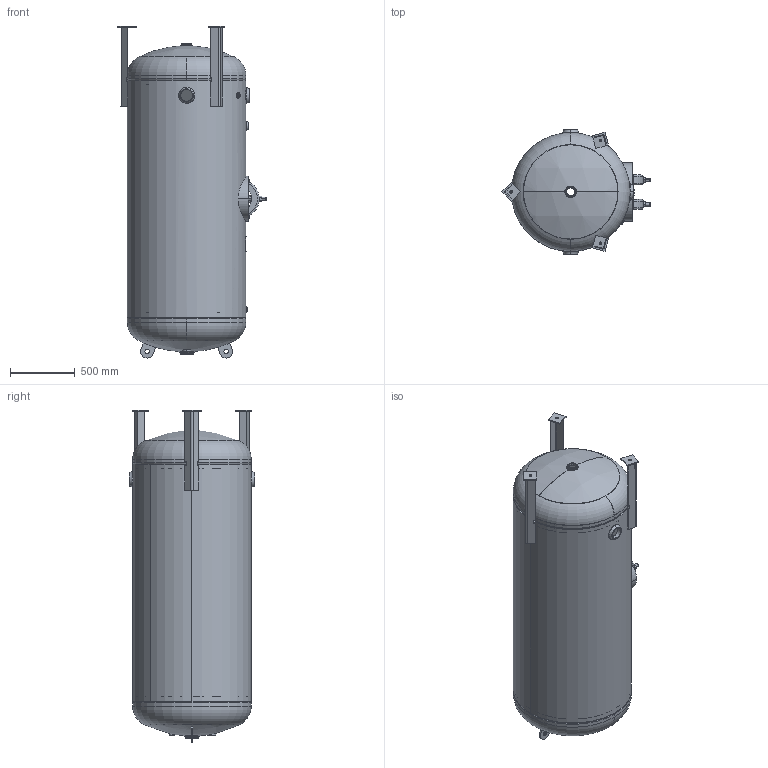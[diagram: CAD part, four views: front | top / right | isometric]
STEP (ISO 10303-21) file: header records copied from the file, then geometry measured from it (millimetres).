
FILE_DESCRIPTION (( 'STEP AP203' ), '1' );
FILE_NAME ('302517.STEP', '2012-03-05T16:25:45', ( '' ), ( '' ), 'SwSTEP 2.0', 'SolidWorks 2011', '' );
FILE_SCHEMA (( 'CONFIG_CONTROL_DESIGN' ));
Length unit declared in the file: inch
Products named in the file (1): 302517
Bounding box: 1143.02 x 965.45 x 2561.34 mm (x, y, z)
Surface area: 14912158.1 mm2 (no closed solid volume)
Topology: 0 solids, 39 shells, 342 faces, 1033 edges, 708 vertices
Faces by surface type: plane 132, cylinder 116, torus 68, bspline 20, sphere 6
Entity records: 18041 total; most frequent: CARTESIAN_POINT 8877, DIRECTION 1953, ORIENTED_EDGE 1683, EDGE_CURVE 1033, AXIS2_PLACEMENT_3D 751, VERTEX_POINT 708, LINE 451, VECTOR 451
